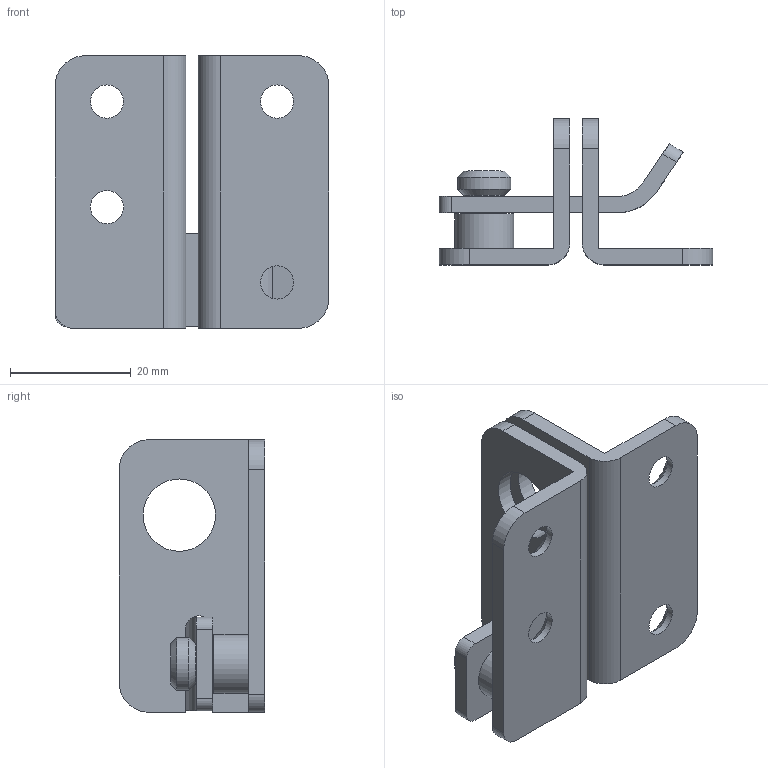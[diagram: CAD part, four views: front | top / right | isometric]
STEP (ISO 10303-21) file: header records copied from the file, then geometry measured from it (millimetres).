
FILE_DESCRIPTION(/* description */ (''),/* implementation_level */ '2;1');
FILE_NAME(/* name */ 'GS2-7.stp',/* time_stamp */ '2024-07-02T11:41:40+09:00',/* author */ ('user'),/* organization */ (''),/* preprocessor_version */ 'ST-DEVELOPER v15.6',/* originating_system */ 'Autodesk Inventor 2015',/* authorisation */ '');
FILE_SCHEMA (('AUTOMOTIVE_DESIGN { 1 0 10303 214 3 1 1 }'));
Length unit declared in the file: millimetre
Products named in the file (4): 밑판-L; 밑판-R; 고리; GS2-7
Bounding box: 45.4 x 24.2 x 45.2 mm (x, y, z)
Volume: 11323.1 mm3; surface area: 10081.7 mm2
Topology: 3 solids, 3 shells, 66 faces, 172 edges, 114 vertices
Faces by surface type: plane 32, cylinder 28, cone 6
Full cylindrical faces by diameter (mm): 5.5 x4, 6.8 x1, 7 x1, 8.8 x1, 9.8 x1, 12 x2
Entity records: 2044 total; most frequent: DIRECTION 358, CARTESIAN_POINT 333, ORIENTED_EDGE 302, EDGE_CURVE 151, AXIS2_PLACEMENT_3D 134, VERTEX_POINT 109, EDGE_LOOP 98, LINE 90
